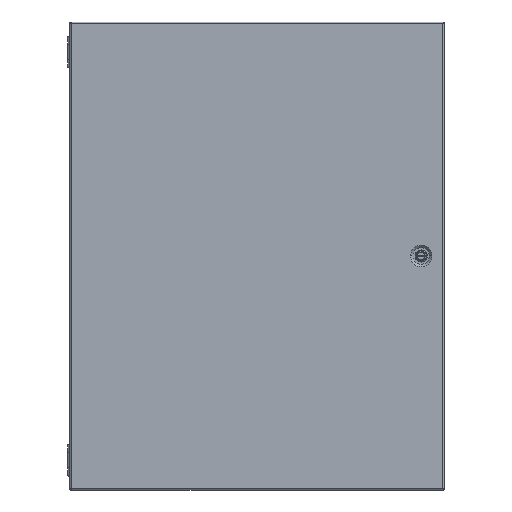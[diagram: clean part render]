
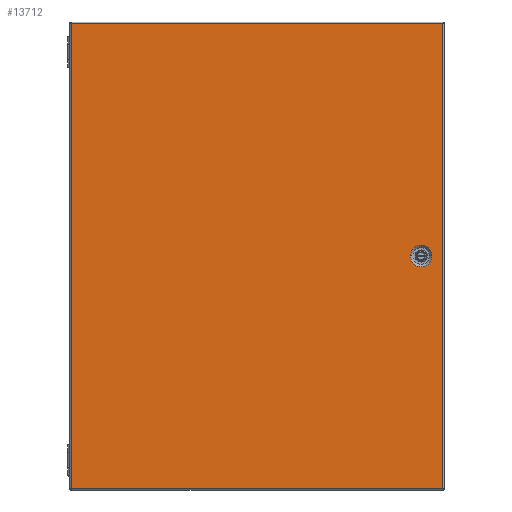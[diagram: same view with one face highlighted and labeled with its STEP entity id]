
A CAD part, top view. The second image highlights one B-rep face of the part: STEP entity #13712.
In plain terms, the highlighted planar face has unit normal (0, 0, 1).
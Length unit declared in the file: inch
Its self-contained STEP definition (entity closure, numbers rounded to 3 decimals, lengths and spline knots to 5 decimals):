
#390 = CIRCLE ( 'NONE', #16003, 0.69489 ) ;
#726 = CARTESIAN_POINT ( 'NONE',  ( -12.0855, 15.1045, 6.118 ) ) ;
#882 = EDGE_CURVE ( 'NONE', #17456, #21518, #2605, .T. ) ;
#1059 = VERTEX_POINT ( 'NONE', #726 ) ;
#1587 = LINE ( 'NONE', #10634, #20792 ) ;
#2440 = LINE ( 'NONE', #13047, #9160 ) ;
#2605 = CIRCLE ( 'NONE', #17294, 0.69489 ) ;
#3295 = EDGE_CURVE ( 'NONE', #1059, #22425, #1587, .T. ) ;
#3346 = DIRECTION ( 'NONE',  ( 1., 0., 0. ) ) ;
#3693 = ORIENTED_EDGE ( 'NONE', *, *, #23920, .T. ) ;
#3865 = EDGE_LOOP ( 'NONE', ( #13849, #21077, #18244, #3693 ) ) ;
#4517 = AXIS2_PLACEMENT_3D ( 'NONE', #16467, #24858, #3346 ) ;
#5435 = FACE_OUTER_BOUND ( 'NONE', #3865, .T. ) ;
#8893 = LINE ( 'NONE', #17405, #19211 ) ;
#9160 = VECTOR ( 'NONE', #26047, 39.37008 ) ;
#9416 = ORIENTED_EDGE ( 'NONE', *, *, #21188, .T. ) ;
#10482 = DIRECTION ( 'NONE',  ( 0., 0., -1. ) ) ;
#10634 = CARTESIAN_POINT ( 'NONE',  ( -12.0855, -15.1035, 6.118 ) ) ;
#11718 = EDGE_CURVE ( 'NONE', #22425, #17772, #24785, .T. ) ;
#11788 = CARTESIAN_POINT ( 'NONE',  ( 12.0425, -15.1035, 6.118 ) ) ;
#12462 = CARTESIAN_POINT ( 'NONE',  ( -12.0855, -15.1035, 6.118 ) ) ;
#12732 = DIRECTION ( 'NONE',  ( 0., -1., 0. ) ) ;
#13047 = CARTESIAN_POINT ( 'NONE',  ( 12.0425, -15.1035, 6.118 ) ) ;
#13595 = CARTESIAN_POINT ( 'NONE',  ( 10.6285, 0.0005, 6.118 ) ) ;
#13712 = ADVANCED_FACE ( 'NONE', ( #24458, #5435 ), #22486, .T. ) ;
#13838 = VERTEX_POINT ( 'NONE', #17522 ) ;
#13849 = ORIENTED_EDGE ( 'NONE', *, *, #16719, .T. ) ;
#15053 = CARTESIAN_POINT ( 'NONE',  ( 12.0425, -15.1035, 6.118 ) ) ;
#16003 = AXIS2_PLACEMENT_3D ( 'NONE', #13595, #17899, #22112 ) ;
#16467 = CARTESIAN_POINT ( 'NONE',  ( 12.0425, -15.1035, 6.118 ) ) ;
#16719 = EDGE_CURVE ( 'NONE', #13838, #1059, #8893, .T. ) ;
#17294 = AXIS2_PLACEMENT_3D ( 'NONE', #25317, #10482, #19010 ) ;
#17405 = CARTESIAN_POINT ( 'NONE',  ( 12.0425, 15.1045, 6.118 ) ) ;
#17456 = VERTEX_POINT ( 'NONE', #24070 ) ;
#17522 = CARTESIAN_POINT ( 'NONE',  ( 12.0425, 15.1045, 6.118 ) ) ;
#17772 = VERTEX_POINT ( 'NONE', #15053 ) ;
#17899 = DIRECTION ( 'NONE',  ( 0., 0., -1. ) ) ;
#18244 = ORIENTED_EDGE ( 'NONE', *, *, #11718, .T. ) ;
#18751 = ORIENTED_EDGE ( 'NONE', *, *, #882, .T. ) ;
#19010 = DIRECTION ( 'NONE',  ( 1., 0., 0. ) ) ;
#19211 = VECTOR ( 'NONE', #25947, 39.37008 ) ;
#19700 = EDGE_LOOP ( 'NONE', ( #18751, #9416 ) ) ;
#20792 = VECTOR ( 'NONE', #12732, 39.37008 ) ;
#21077 = ORIENTED_EDGE ( 'NONE', *, *, #3295, .T. ) ;
#21188 = EDGE_CURVE ( 'NONE', #21518, #17456, #390, .T. ) ;
#21518 = VERTEX_POINT ( 'NONE', #22487 ) ;
#22112 = DIRECTION ( 'NONE',  ( 1., 0., 0. ) ) ;
#22425 = VERTEX_POINT ( 'NONE', #12462 ) ;
#22486 = PLANE ( 'NONE',  #4517 ) ;
#22487 = CARTESIAN_POINT ( 'NONE',  ( 9.93361, 0.0005, 6.118 ) ) ;
#23920 = EDGE_CURVE ( 'NONE', #17772, #13838, #2440, .T. ) ;
#24070 = CARTESIAN_POINT ( 'NONE',  ( 11.32339, 0.0005, 6.118 ) ) ;
#24458 = FACE_BOUND ( 'NONE', #19700, .T. ) ;
#24785 = LINE ( 'NONE', #11788, #26797 ) ;
#24858 = DIRECTION ( 'NONE',  ( 0., 0., 1. ) ) ;
#25317 = CARTESIAN_POINT ( 'NONE',  ( 10.6285, 0.0005, 6.118 ) ) ;
#25947 = DIRECTION ( 'NONE',  ( -1., 0., 0. ) ) ;
#26047 = DIRECTION ( 'NONE',  ( 0., 1., 0. ) ) ;
#26797 = VECTOR ( 'NONE', #27157, 39.37008 ) ;
#27157 = DIRECTION ( 'NONE',  ( 1., 0., 0. ) ) ;
